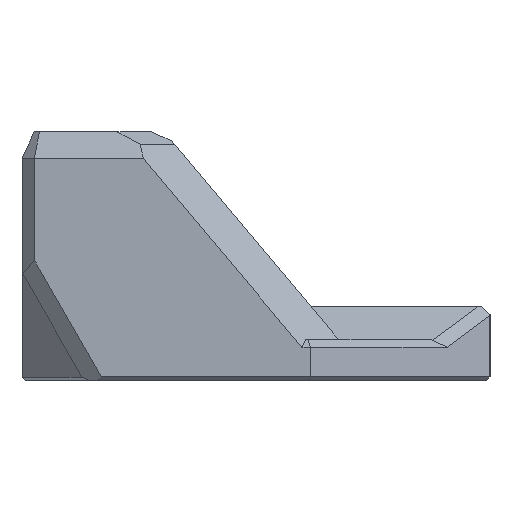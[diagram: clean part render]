
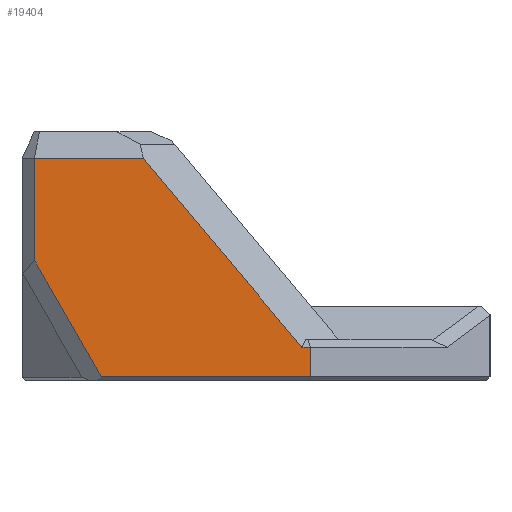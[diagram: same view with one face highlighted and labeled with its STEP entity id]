
A CAD part, left-side view. The second image highlights one B-rep face of the part: STEP entity #19404.
In plain terms, the highlighted planar face has unit normal (-1, 0, 0).
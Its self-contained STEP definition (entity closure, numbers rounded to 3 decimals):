
#560=PLANE('',#20238);
#1226=FACE_OUTER_BOUND('',#2353,.T.);
#2353=EDGE_LOOP('',(#14788,#14789,#14790,#14791,#14792,#14793,#14794));
#3617=LINE('',#31357,#5175);
#3635=LINE('',#31391,#5193);
#3653=LINE('',#31428,#5211);
#3693=LINE('',#31505,#5251);
#3694=LINE('',#31508,#5252);
#3695=LINE('',#31510,#5253);
#3696=LINE('',#31511,#5254);
#5175=VECTOR('',#21578,10.);
#5193=VECTOR('',#21614,10.);
#5211=VECTOR('',#21644,10.);
#5251=VECTOR('',#21718,10.);
#5252=VECTOR('',#21721,10.);
#5253=VECTOR('',#21722,10.);
#5254=VECTOR('',#21723,10.);
#8207=VERTEX_POINT('',#31355);
#8208=VERTEX_POINT('',#31356);
#8215=VERTEX_POINT('',#31390);
#8227=VERTEX_POINT('',#31425);
#8228=VERTEX_POINT('',#31427);
#8249=VERTEX_POINT('',#31507);
#8250=VERTEX_POINT('',#31509);
#10530=EDGE_CURVE('',#8207,#8208,#3617,.T.);
#10548=EDGE_CURVE('',#8208,#8215,#3635,.T.);
#10566=EDGE_CURVE('',#8227,#8228,#3653,.T.);
#10606=EDGE_CURVE('',#8207,#8228,#3693,.T.);
#10607=EDGE_CURVE('',#8249,#8227,#3694,.T.);
#10608=EDGE_CURVE('',#8250,#8249,#3695,.T.);
#10609=EDGE_CURVE('',#8215,#8250,#3696,.T.);
#14788=ORIENTED_EDGE('',*,*,#10530,.F.);
#14789=ORIENTED_EDGE('',*,*,#10606,.T.);
#14790=ORIENTED_EDGE('',*,*,#10566,.F.);
#14791=ORIENTED_EDGE('',*,*,#10607,.F.);
#14792=ORIENTED_EDGE('',*,*,#10608,.F.);
#14793=ORIENTED_EDGE('',*,*,#10609,.F.);
#14794=ORIENTED_EDGE('',*,*,#10548,.F.);
#19404=ADVANCED_FACE('',(#1226),#560,.T.);
#20238=AXIS2_PLACEMENT_3D('',#31506,#21719,#21720);
#21578=DIRECTION('',(0.,1.,0.));
#21614=DIRECTION('',(0.,0.497,0.868));
#21644=DIRECTION('',(0.,-1.,0.));
#21718=DIRECTION('',(0.,0.,1.));
#21719=DIRECTION('center_axis',(-1.,0.,0.));
#21720=DIRECTION('ref_axis',(0.,-1.,0.));
#21721=DIRECTION('',(0.,-0.643,-0.766));
#21722=DIRECTION('',(0.,-1.,0.));
#21723=DIRECTION('',(0.,0.,1.));
#31355=CARTESIAN_POINT('',(-75.07,-5.,0.4));
#31356=CARTESIAN_POINT('',(-75.07,20.376,0.4));
#31357=CARTESIAN_POINT('',(-75.07,15.8,0.4));
#31390=CARTESIAN_POINT('',(-75.07,28.5,14.593));
#31391=CARTESIAN_POINT('',(-75.07,19.859,-0.504));
#31425=CARTESIAN_POINT('',(-75.07,-3.974,4.));
#31427=CARTESIAN_POINT('',(-75.07,-5.,4.));
#31428=CARTESIAN_POINT('',(-75.07,7.05,4.));
#31505=CARTESIAN_POINT('',(-75.07,-5.,0.));
#31506=CARTESIAN_POINT('Origin',(-75.07,30.,0.));
#31507=CARTESIAN_POINT('',(-75.07,15.269,26.933));
#31508=CARTESIAN_POINT('',(-75.07,0.186,8.958));
#31509=CARTESIAN_POINT('',(-75.07,28.5,26.933));
#31510=CARTESIAN_POINT('',(-75.07,21.25,26.933));
#31511=CARTESIAN_POINT('',(-75.07,28.5,0.));
